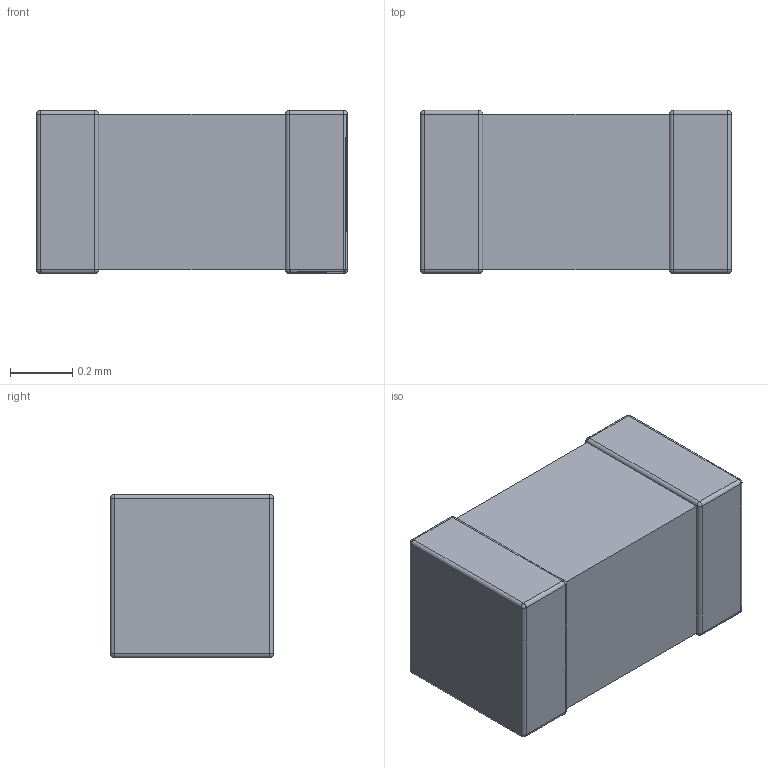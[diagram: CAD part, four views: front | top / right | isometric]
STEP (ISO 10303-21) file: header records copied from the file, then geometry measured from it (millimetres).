
FILE_DESCRIPTION(/* description */ (''),/* implementation_level */ '2;1');
FILE_NAME(/* name */ 'PTC 0402.step',/* time_stamp */ '2020-06-06T07:00:13+01:00',/* author */ (''),/* organization */ (''),/* preprocessor_version */ 'ST-DEVELOPER v18.1',/* originating_system */ 'Autodesk Translation Framework v9.2.0.1227',/* authorisation */ '');
FILE_SCHEMA (('AUTOMOTIVE_DESIGN { 1 0 10303 214 3 1 1 }'));
Length unit declared in the file: millimetre
Products named in the file (1): PTC 0402
Bounding box: 1 x 0.52 x 0.52 mm (x, y, z)
Volume: 0.3 mm3; surface area: 2.6 mm2
Topology: 1 solids, 1 shells, 55 faces, 116 edges, 49 vertices
Faces by surface type: cylinder 24, sphere 17, plane 14
Entity records: 1335 total; most frequent: DIRECTION 258, CARTESIAN_POINT 203, ORIENTED_EDGE 200, AXIS2_PLACEMENT_3D 103, EDGE_CURVE 100, FACE_OUTER_BOUND 54, EDGE_LOOP 54, ADVANCED_FACE 54
